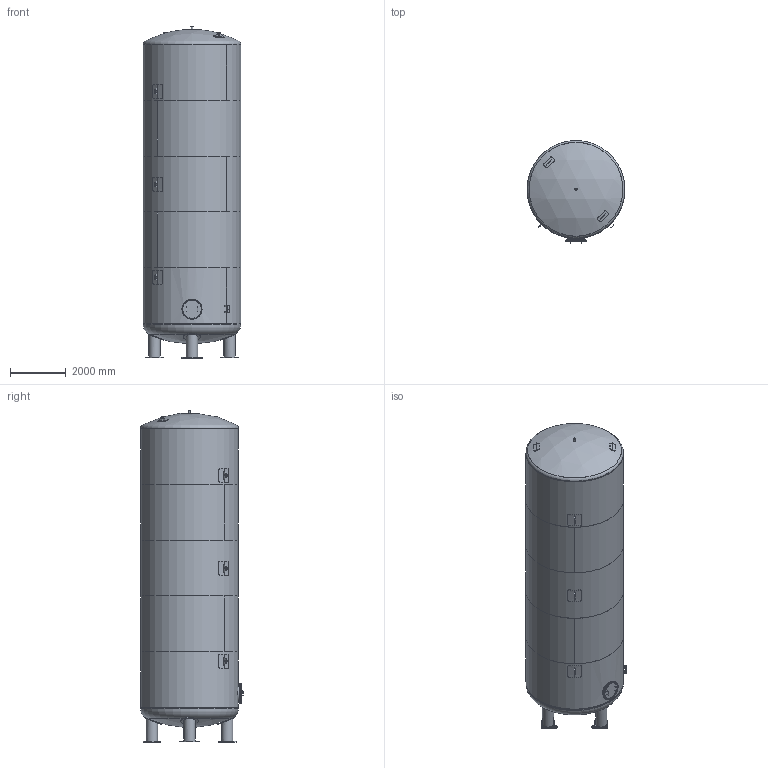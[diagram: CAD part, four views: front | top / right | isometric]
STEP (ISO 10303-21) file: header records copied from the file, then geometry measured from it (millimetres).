
FILE_DESCRIPTION(/* description */ (''),/* implementation_level */ '2;1');
FILE_NAME(/* name */ 'D615219-0_-Behälter.stp',/* time_stamp */ '2020-05-19T14:19:59+02:00',/* author */ ('pw'),/* organization */ (''),/* preprocessor_version */ 'ST-DEVELOPER v17',/* originating_system */ 'Autodesk Inventor 2019',/* authorisation */ '');
FILE_SCHEMA (('AUTOMOTIVE_DESIGN { 1 0 10303 214 3 1 1 }'));
Length unit declared in the file: millimetre
Products named in the file (1): D615219-0_-Behälter_Shrinkwrap_3
Bounding box: 3500 x 3678 x 11909.62 mm (x, y, z)
Volume: 808516608.3 mm3; surface area: 283530418.8 mm2
Topology: 138 solids, 138 shells, 1600 faces, 3737 edges, 2483 vertices
Faces by surface type: plane 821, cone 364, cylinder 353, sphere 26, torus 18, bspline 18
Full cylindrical faces by diameter (mm): 5 x8, 6.5 x4, 13.835 x32, 16 x38, 17 x32, 18 x64, 22.49 x32, 30 x48, 54.5 x1, 60.3 x2, 66.3 x1, 70 x4, 78.3 x1, 82.3 x1, 250 x4, 384.4 x4, 406.4 x4, 600 x1, 610 x2, 630 x4, 660 x1, 720 x2, 3470 x1, 3486 x1, 3492 x5, 3500 x7
Entity records: 50764 total; most frequent: CARTESIAN_POINT 13001, ORIENTED_EDGE 7474, DIRECTION 7436, EDGE_CURVE 3737, AXIS2_PLACEMENT_3D 2996, VERTEX_POINT 2483, EDGE_LOOP 2014, STYLED_ITEM 1610
